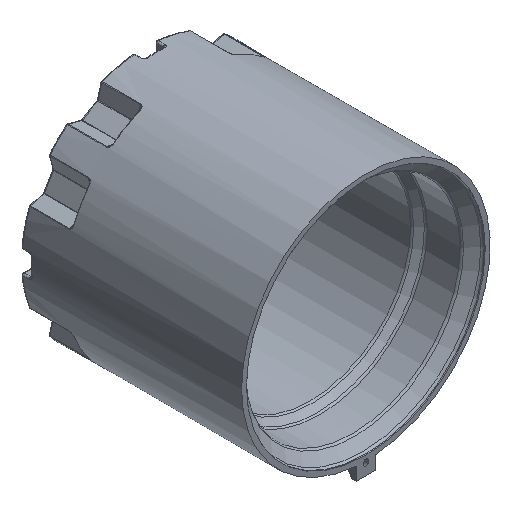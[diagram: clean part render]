
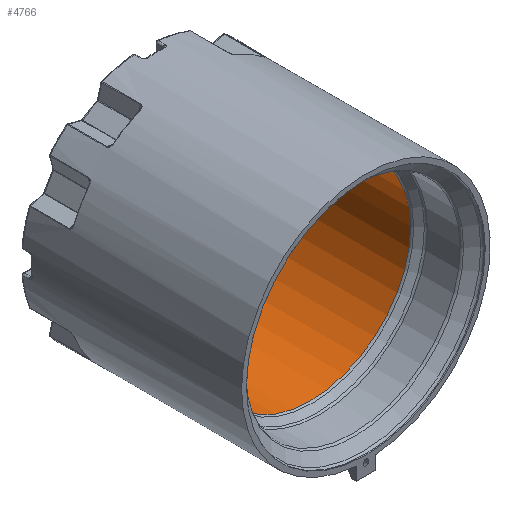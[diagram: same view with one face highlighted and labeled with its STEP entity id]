
A CAD part, isometric view. The second image highlights one B-rep face of the part: STEP entity #4766.
In plain terms, the highlighted cylindrical face has radius 52.07 mm (diameter 104.14 mm), a full revolution.
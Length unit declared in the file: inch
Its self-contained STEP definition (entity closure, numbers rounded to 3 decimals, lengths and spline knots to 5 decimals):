
#677=FACE_OUTER_BOUND('',#998,.T.);
#998=EDGE_LOOP('',(#3393,#3394,#3395,#3396,#3397,#3398));
#1420=LINE('',#7499,#1637);
#1637=VECTOR('',#5900,2.1);
#1883=CIRCLE('',#5176,2.05);
#1884=CIRCLE('',#5177,2.05);
#1885=CIRCLE('',#5179,2.05);
#1886=CIRCLE('',#5180,2.05);
#2231=VERTEX_POINT('',#7490);
#2232=VERTEX_POINT('',#7492);
#2233=VERTEX_POINT('',#7496);
#2234=VERTEX_POINT('',#7497);
#2639=EDGE_CURVE('',#2231,#2232,#1883,.T.);
#2640=EDGE_CURVE('',#2232,#2231,#1884,.T.);
#2641=EDGE_CURVE('',#2233,#2234,#1885,.T.);
#2642=EDGE_CURVE('',#2233,#2232,#1420,.T.);
#2643=EDGE_CURVE('',#2234,#2233,#1886,.T.);
#3393=ORIENTED_EDGE('',*,*,#2641,.F.);
#3394=ORIENTED_EDGE('',*,*,#2642,.T.);
#3395=ORIENTED_EDGE('',*,*,#2639,.F.);
#3396=ORIENTED_EDGE('',*,*,#2640,.F.);
#3397=ORIENTED_EDGE('',*,*,#2642,.F.);
#3398=ORIENTED_EDGE('',*,*,#2643,.F.);
#4650=CYLINDRICAL_SURFACE('',#5178,2.05);
#4766=ADVANCED_FACE('',(#677),#4650,.F.);
#5176=AXIS2_PLACEMENT_3D('',#7493,#5892,#5893);
#5177=AXIS2_PLACEMENT_3D('',#7494,#5894,#5895);
#5178=AXIS2_PLACEMENT_3D('',#7495,#5896,#5897);
#5179=AXIS2_PLACEMENT_3D('',#7498,#5898,#5899);
#5180=AXIS2_PLACEMENT_3D('',#7500,#5901,#5902);
#5892=DIRECTION('center_axis',(0.,1.,0.));
#5893=DIRECTION('ref_axis',(1.,0.,0.));
#5894=DIRECTION('center_axis',(0.,1.,0.));
#5895=DIRECTION('ref_axis',(1.,0.,0.));
#5896=DIRECTION('center_axis',(0.,1.,0.));
#5897=DIRECTION('ref_axis',(1.,0.,0.));
#5898=DIRECTION('center_axis',(0.,-1.,0.));
#5899=DIRECTION('ref_axis',(1.,0.,0.));
#5900=DIRECTION('',(0.,-1.,0.));
#5901=DIRECTION('center_axis',(0.,-1.,0.));
#5902=DIRECTION('ref_axis',(1.,0.,0.));
#7490=CARTESIAN_POINT('',(0.,1.17089,-2.05));
#7492=CARTESIAN_POINT('',(-2.05,1.17089,0.));
#7493=CARTESIAN_POINT('Origin',(0.,1.17089,0.));
#7494=CARTESIAN_POINT('Origin',(0.,1.17089,0.));
#7495=CARTESIAN_POINT('Origin',(0.,2.58813,0.));
#7496=CARTESIAN_POINT('',(-2.05,3.95625,0.));
#7497=CARTESIAN_POINT('',(0.,3.95625,-2.05));
#7498=CARTESIAN_POINT('Origin',(0.,3.95625,0.));
#7499=CARTESIAN_POINT('',(-2.05,2.58813,0.));
#7500=CARTESIAN_POINT('Origin',(0.,3.95625,0.));
